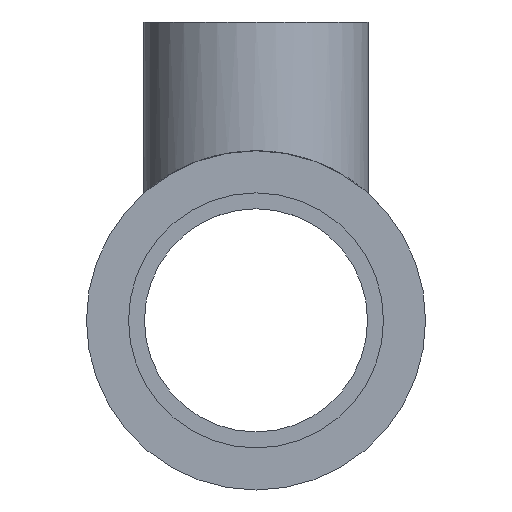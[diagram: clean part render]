
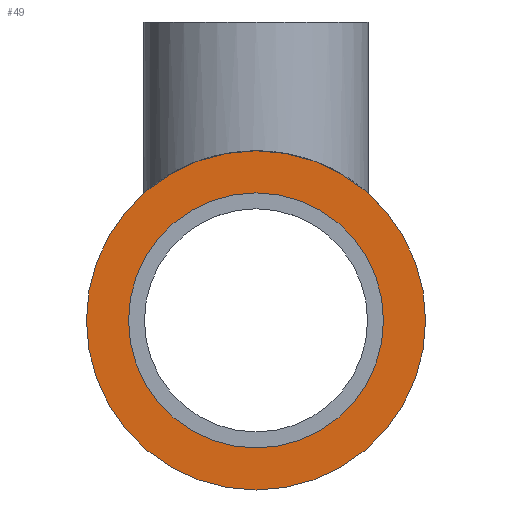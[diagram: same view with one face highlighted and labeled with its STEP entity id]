
A CAD part, left-side view. The second image highlights one B-rep face of the part: STEP entity #49.
In plain terms, the highlighted planar face has unit normal (-1, 0, 0).
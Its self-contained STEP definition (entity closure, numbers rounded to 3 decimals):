
#49 = ADVANCED_FACE( '', ( #104, #105 ), #106, .F. );
#104 = FACE_BOUND( '', #165, .T. );
#105 = FACE_OUTER_BOUND( '', #166, .T. );
#106 = PLANE( '', #167 );
#165 = EDGE_LOOP( '', ( #232 ) );
#166 = EDGE_LOOP( '', ( #233 ) );
#167 = AXIS2_PLACEMENT_3D( '', #234, #235, #236 );
#232 = ORIENTED_EDGE( '', *, *, #291, .T. );
#233 = ORIENTED_EDGE( '', *, *, #292, .F. );
#234 = CARTESIAN_POINT( '', ( -70., 0., 0. ) );
#235 = DIRECTION( '', ( 1., 0., 0. ) );
#236 = DIRECTION( '', ( 0., 0., -1. ) );
#291 = EDGE_CURVE( '', #327, #327, #328, .T. );
#292 = EDGE_CURVE( '', #329, #329, #330, .T. );
#327 = VERTEX_POINT( '', #368 );
#328 = CIRCLE( '', #369, 20. );
#329 = VERTEX_POINT( '', #370 );
#330 = CIRCLE( '', #371, 26.6 );
#368 = CARTESIAN_POINT( '', ( -70., 0., -20. ) );
#369 = AXIS2_PLACEMENT_3D( '', #619, #620, #621 );
#370 = CARTESIAN_POINT( '', ( -70., 26.6, 0. ) );
#371 = AXIS2_PLACEMENT_3D( '', #622, #623, #624 );
#619 = CARTESIAN_POINT( '', ( -70., 0., 0. ) );
#620 = DIRECTION( '', ( 1., 0., 0. ) );
#621 = DIRECTION( '', ( 0., 0., -1. ) );
#622 = CARTESIAN_POINT( '', ( -70., 0., 0. ) );
#623 = DIRECTION( '', ( 1., 0., 0. ) );
#624 = DIRECTION( '', ( 0., 1., 0. ) );
